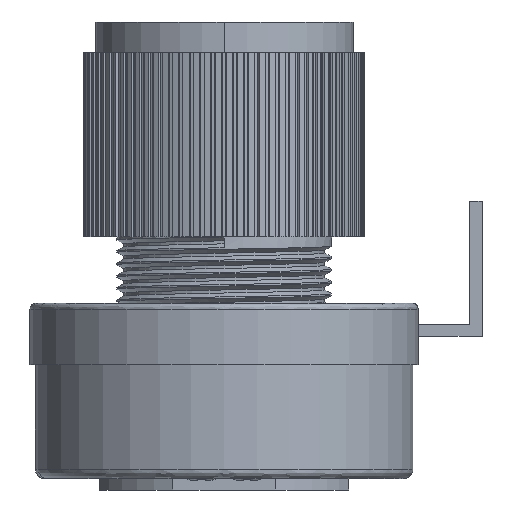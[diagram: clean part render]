
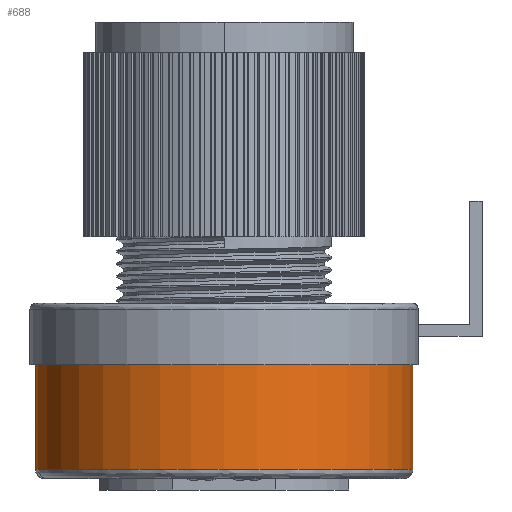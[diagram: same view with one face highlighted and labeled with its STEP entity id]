
A CAD part, left-side view. The second image highlights one B-rep face of the part: STEP entity #688.
In plain terms, the highlighted cylindrical face has radius 30.747 mm (diameter 61.493 mm), a partial arc.
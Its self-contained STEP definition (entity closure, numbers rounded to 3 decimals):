
#188 = DIRECTION ( 'NONE',  ( 0., 0., 1. ) ) ;
#688 = ADVANCED_FACE ( 'NONE', ( #16726 ), #6730, .T. ) ;
#1023 = AXIS2_PLACEMENT_3D ( 'NONE', #4390, #188, #13241 ) ;
#1207 = EDGE_CURVE ( 'NONE', #3670, #2756, #27332, .T. ) ;
#2756 = VERTEX_POINT ( 'NONE', #6118 ) ;
#3415 = ORIENTED_EDGE ( 'NONE', *, *, #1207, .T. ) ;
#3660 = DIRECTION ( 'NONE',  ( -1., 0., 0. ) ) ;
#3670 = VERTEX_POINT ( 'NONE', #25181 ) ;
#3880 = LINE ( 'NONE', #16134, #8598 ) ;
#4228 = EDGE_CURVE ( 'NONE', #12899, #3670, #3880, .T. ) ;
#4390 = CARTESIAN_POINT ( 'NONE',  ( 0., 0., -27.051 ) ) ;
#6118 = CARTESIAN_POINT ( 'NONE',  ( -30.747, 0., -27.051 ) ) ;
#6206 = CARTESIAN_POINT ( 'NONE',  ( 30.747, 0., -10.008 ) ) ;
#6730 = CYLINDRICAL_SURFACE ( 'NONE', #12121, 30.747 ) ;
#8598 = VECTOR ( 'NONE', #20299, 1000. ) ;
#9072 = DIRECTION ( 'NONE',  ( 0., 0., -1. ) ) ;
#10181 = ORIENTED_EDGE ( 'NONE', *, *, #14431, .F. ) ;
#10874 = EDGE_LOOP ( 'NONE', ( #25228, #19850, #3415, #10181 ) ) ;
#11113 = AXIS2_PLACEMENT_3D ( 'NONE', #12344, #25026, #3660 ) ;
#12121 = AXIS2_PLACEMENT_3D ( 'NONE', #17558, #19689, #21837 ) ;
#12344 = CARTESIAN_POINT ( 'NONE',  ( 0., 0., -10.008 ) ) ;
#12899 = VERTEX_POINT ( 'NONE', #6206 ) ;
#13241 = DIRECTION ( 'NONE',  ( -1., 0., 0. ) ) ;
#14431 = EDGE_CURVE ( 'NONE', #25557, #2756, #19510, .T. ) ;
#16134 = CARTESIAN_POINT ( 'NONE',  ( 30.747, 0., -28.575 ) ) ;
#16726 = FACE_OUTER_BOUND ( 'NONE', #10874, .T. ) ;
#17496 = CARTESIAN_POINT ( 'NONE',  ( -30.747, 0., -28.575 ) ) ;
#17558 = CARTESIAN_POINT ( 'NONE',  ( 0., 0., -28.575 ) ) ;
#19510 = LINE ( 'NONE', #17496, #26509 ) ;
#19627 = CARTESIAN_POINT ( 'NONE',  ( -30.747, 0., -10.008 ) ) ;
#19689 = DIRECTION ( 'NONE',  ( 0., 0., -1. ) ) ;
#19850 = ORIENTED_EDGE ( 'NONE', *, *, #4228, .T. ) ;
#20139 = EDGE_CURVE ( 'NONE', #25557, #12899, #25960, .T. ) ;
#20299 = DIRECTION ( 'NONE',  ( 0., 0., -1. ) ) ;
#21837 = DIRECTION ( 'NONE',  ( -1., 0., 0. ) ) ;
#25026 = DIRECTION ( 'NONE',  ( 0., 0., -1. ) ) ;
#25181 = CARTESIAN_POINT ( 'NONE',  ( 30.747, 0., -27.051 ) ) ;
#25228 = ORIENTED_EDGE ( 'NONE', *, *, #20139, .T. ) ;
#25557 = VERTEX_POINT ( 'NONE', #19627 ) ;
#25960 = CIRCLE ( 'NONE', #11113, 30.747 ) ;
#26509 = VECTOR ( 'NONE', #9072, 1000. ) ;
#27332 = CIRCLE ( 'NONE', #1023, 30.747 ) ;
